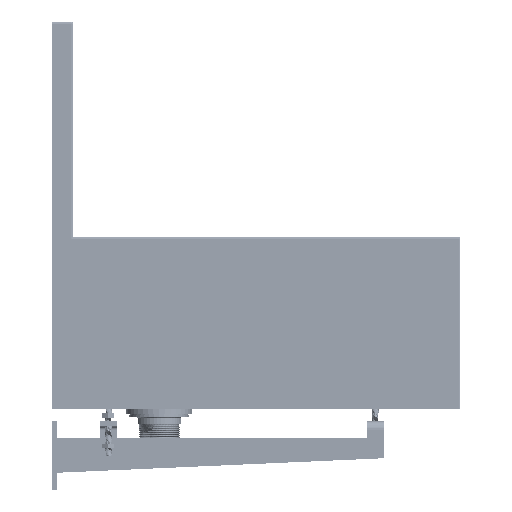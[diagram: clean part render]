
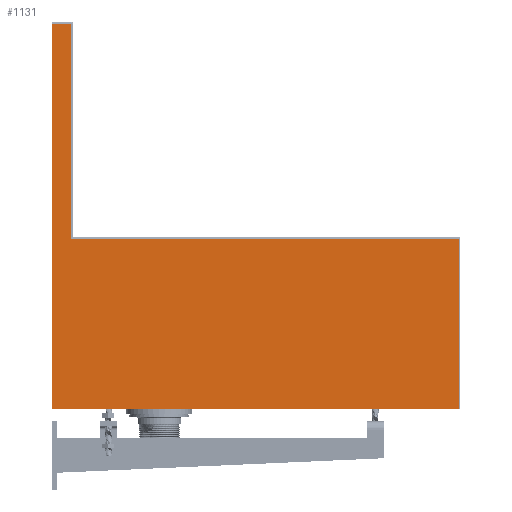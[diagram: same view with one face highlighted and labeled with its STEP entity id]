
A CAD part, left-side view. The second image highlights one B-rep face of the part: STEP entity #1131.
In plain terms, the highlighted planar face has unit normal (-1, 0, 0).
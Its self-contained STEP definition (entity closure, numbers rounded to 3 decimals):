
#1131=ADVANCED_FACE('',(#3551),#2520,.F.);
#2520=PLANE('',#26977);
#3551=FACE_OUTER_BOUND('',#5692,.T.);
#5692=EDGE_LOOP('',(#10125,#10126,#10127,#10128,#10129,#10130,#10131,#10132));
#10125=ORIENTED_EDGE('',*,*,#19029,.T.);
#10126=ORIENTED_EDGE('',*,*,#19030,.T.);
#10127=ORIENTED_EDGE('',*,*,#19031,.F.);
#10128=ORIENTED_EDGE('',*,*,#19032,.T.);
#10129=ORIENTED_EDGE('',*,*,#18990,.T.);
#10130=ORIENTED_EDGE('',*,*,#18989,.T.);
#10131=ORIENTED_EDGE('',*,*,#19033,.T.);
#10132=ORIENTED_EDGE('',*,*,#19034,.T.);
#16192=VERTEX_POINT('',#86161);
#16193=VERTEX_POINT('',#86163);
#16194=VERTEX_POINT('',#86165);
#16224=VERTEX_POINT('',#86266);
#16225=VERTEX_POINT('',#86267);
#16226=VERTEX_POINT('',#86269);
#16227=VERTEX_POINT('',#86271);
#16228=VERTEX_POINT('',#86274);
#18989=EDGE_CURVE('',#16193,#16192,#22362,.T.);
#18990=EDGE_CURVE('',#16194,#16193,#22363,.T.);
#19029=EDGE_CURVE('',#16224,#16225,#22398,.T.);
#19030=EDGE_CURVE('',#16225,#16226,#22399,.T.);
#19031=EDGE_CURVE('',#16227,#16226,#22400,.T.);
#19032=EDGE_CURVE('',#16227,#16194,#22401,.T.);
#19033=EDGE_CURVE('',#16192,#16228,#22402,.T.);
#19034=EDGE_CURVE('',#16228,#16224,#22403,.T.);
#22362=LINE('',#86162,#24824);
#22363=LINE('',#86164,#24825);
#22398=LINE('',#86265,#24860);
#22399=LINE('',#86268,#24861);
#22400=LINE('',#86270,#24862);
#22401=LINE('',#86272,#24863);
#22402=LINE('',#86273,#24864);
#22403=LINE('',#86275,#24865);
#24824=VECTOR('',#30325,1.);
#24825=VECTOR('',#30326,1.);
#24860=VECTOR('',#30379,1.);
#24861=VECTOR('',#30380,1.);
#24862=VECTOR('',#30381,1.);
#24863=VECTOR('',#30382,1.);
#24864=VECTOR('',#30383,1.);
#24865=VECTOR('',#30384,1.);
#26977=AXIS2_PLACEMENT_3D('',#86276,#30385,#30386);
#30325=DIRECTION('',(0.,-1.,0.));
#30326=DIRECTION('',(0.,-1.,0.));
#30379=DIRECTION('',(0.,0.,1.));
#30380=DIRECTION('',(0.,1.,0.));
#30381=DIRECTION('',(0.,0.,1.));
#30382=DIRECTION('',(0.,0.,-1.));
#30383=DIRECTION('',(0.,0.,1.));
#30384=DIRECTION('',(0.,1.,0.));
#30385=DIRECTION('',(1.,0.,0.));
#30386=DIRECTION('',(0.,0.,-1.));
#86161=CARTESIAN_POINT('',(0.,2.,-200.));
#86162=CARTESIAN_POINT('',(0.,550.,-200.));
#86163=CARTESIAN_POINT('',(0.,450.95,-200.));
#86164=CARTESIAN_POINT('',(0.,462.975,-200.));
#86165=CARTESIAN_POINT('',(0.,475.,-200.));
#86265=CARTESIAN_POINT('',(0.,452.,0.));
#86266=CARTESIAN_POINT('',(0.,452.,-2.));
#86267=CARTESIAN_POINT('',(0.,452.,248.));
#86268=CARTESIAN_POINT('',(0.,451.,248.));
#86269=CARTESIAN_POINT('',(0.,475.,248.));
#86270=CARTESIAN_POINT('',(0.,475.,0.));
#86271=CARTESIAN_POINT('',(0.,475.,-188.));
#86272=CARTESIAN_POINT('',(0.,475.,-194.));
#86273=CARTESIAN_POINT('',(0.,2.,-2.));
#86274=CARTESIAN_POINT('',(0.,2.,-2.));
#86275=CARTESIAN_POINT('',(0.,450.,-2.));
#86276=CARTESIAN_POINT('',(0.,451.,0.));
